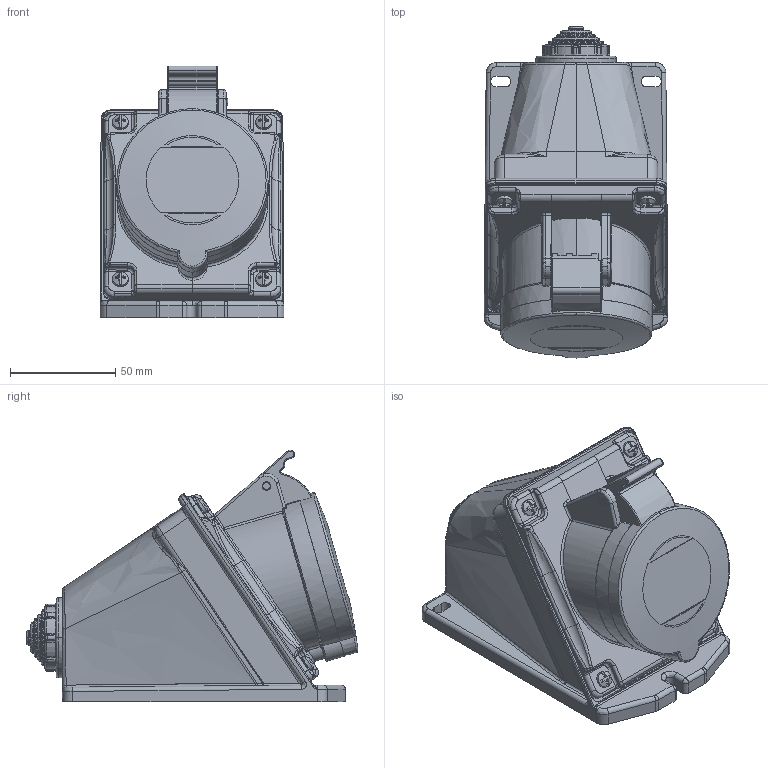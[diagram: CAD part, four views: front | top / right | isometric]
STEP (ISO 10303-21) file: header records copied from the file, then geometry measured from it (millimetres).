
FILE_DESCRIPTION (( 'STEP AP214' ), '1' );
FILE_NAME ('CATSTD-0S432-0S9-M01.STEP', '2019-08-21T18:41:07', ( '' ), ( '' ), 'SwSTEP 2.0', 'SolidWorks 2017', '' );
FILE_SCHEMA (( 'AUTOMOTIVE_DESIGN' ));
Products named in the file (1): CATSTD-0S432-0S9-M01
Bounding box: 87.34 x 157.61 x 119.63 mm (x, y, z)
Surface area: 194790.9 mm2 (no closed solid volume)
Topology: 0 solids, 915 shells, 2939 faces, 9504 edges, 7488 vertices
Faces by surface type: bspline 1147, plane 779, cylinder 767, cone 232, torus 14
Entity records: 192949 total; most frequent: CARTESIAN_POINT 121644, ORIENTED_EDGE 14374, DIRECTION 11008, EDGE_CURVE 9451, VERTEX_POINT 7488, LINE 3720, VECTOR 3720, B_SPLINE_CURVE_WITH_KNOTS 3718
